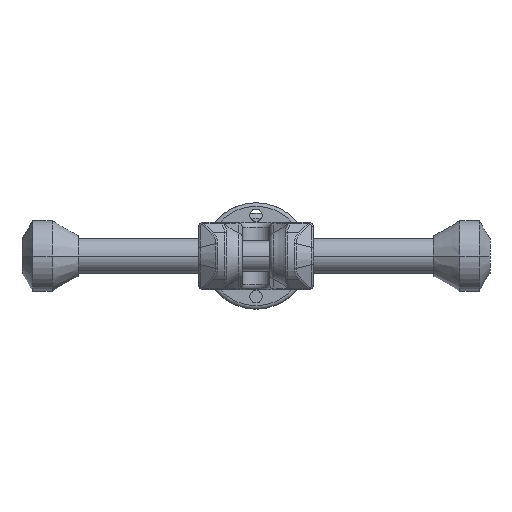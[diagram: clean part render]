
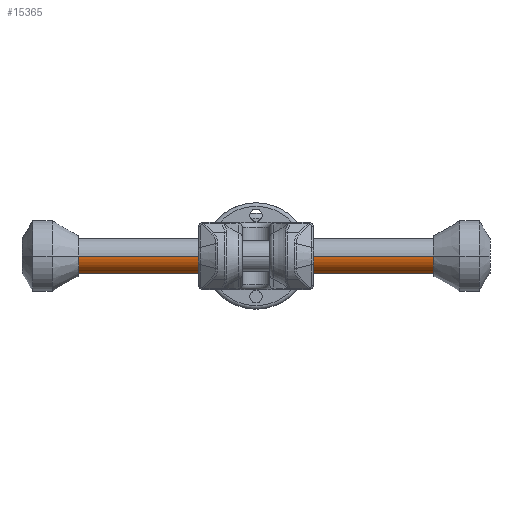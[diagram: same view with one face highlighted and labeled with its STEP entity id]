
A CAD part, left-side view. The second image highlights one B-rep face of the part: STEP entity #15365.
In plain terms, the highlighted cylindrical face has radius 10 mm (diameter 20 mm), a partial arc.
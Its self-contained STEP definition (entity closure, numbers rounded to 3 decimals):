
#15107=CARTESIAN_POINT('',(100.,0.,0.));
#15108=DIRECTION('',(-1.,0.,0.));
#15109=DIRECTION('',(0.,1.,0.));
#15110=AXIS2_PLACEMENT_3D('',#15107,#15108,#15109);
#15112=DIRECTION('',(-1.,0.,0.));
#15113=VECTOR('',#15112,200.);
#15114=CARTESIAN_POINT('',(100.,10.,0.));
#15115=LINE('',#15114,#15113);
#15121=DIRECTION('',(-1.,0.,0.));
#15122=VECTOR('',#15121,200.);
#15123=CARTESIAN_POINT('',(100.,-10.,0.));
#15124=LINE('',#15123,#15122);
#15130=CARTESIAN_POINT('',(-100.,0.,0.));
#15131=DIRECTION('',(-1.,0.,0.));
#15132=DIRECTION('',(0.,1.,0.));
#15133=AXIS2_PLACEMENT_3D('',#15130,#15131,#15132);
#15207=CARTESIAN_POINT('',(100.,10.,0.));
#15208=CARTESIAN_POINT('',(-100.,10.,0.));
#15209=VERTEX_POINT('',#15207);
#15210=VERTEX_POINT('',#15208);
#15227=CARTESIAN_POINT('',(100.,-10.,0.));
#15228=CARTESIAN_POINT('',(-100.,-10.,0.));
#15229=VERTEX_POINT('',#15227);
#15230=VERTEX_POINT('',#15228);
#15351=CARTESIAN_POINT('',(177.718,0.,0.));
#15352=DIRECTION('',(-1.,0.,0.));
#15353=DIRECTION('',(0.,1.,0.));
#15354=AXIS2_PLACEMENT_3D('',#15351,#15352,#15353);
#15355=CYLINDRICAL_SURFACE('',#15354,10.);
#15357=ORIENTED_EDGE('',*,*,#15356,.T.);
#15359=ORIENTED_EDGE('',*,*,#15358,.T.);
#15361=ORIENTED_EDGE('',*,*,#15360,.F.);
#15362=ORIENTED_EDGE('',*,*,#15344,.F.);
#15363=EDGE_LOOP('',(#15357,#15359,#15361,#15362));
#15364=FACE_OUTER_BOUND('',#15363,.F.);
#15365=ADVANCED_FACE('',(#15364),#15355,.T.);
#15111=CIRCLE('',#15110,10.);
#15134=CIRCLE('',#15133,10.);
#15344=EDGE_CURVE('',#15209,#15229,#15111,.T.);
#15356=EDGE_CURVE('',#15209,#15210,#15115,.T.);
#15358=EDGE_CURVE('',#15210,#15230,#15134,.T.);
#15360=EDGE_CURVE('',#15229,#15230,#15124,.T.);
